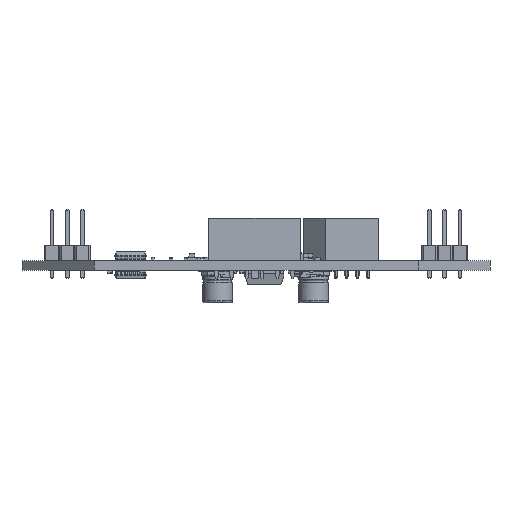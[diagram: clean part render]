
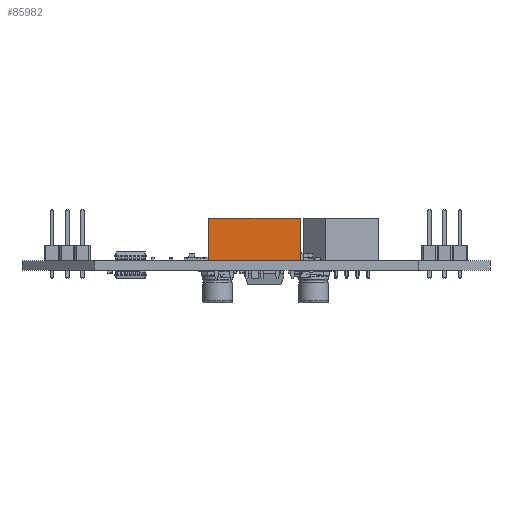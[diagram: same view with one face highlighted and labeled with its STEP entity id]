
A CAD part, front view. The second image highlights one B-rep face of the part: STEP entity #85982.
In plain terms, the highlighted face is planar.
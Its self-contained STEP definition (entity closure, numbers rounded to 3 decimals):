
#85982 = ADVANCED_FACE('',(#85983),#85997,.F.);
#85983 = FACE_BOUND('',#85984,.F.);
#85984 = EDGE_LOOP('',(#85985,#86020,#86048,#86076));
#85985 = ORIENTED_EDGE('',*,*,#85986,.T.);
#85986 = EDGE_CURVE('',#85987,#85989,#85991,.T.);
#85987 = VERTEX_POINT('',#85988);
#85988 = CARTESIAN_POINT('',(1.27,-13.97,0.));
#85989 = VERTEX_POINT('',#85990);
#85990 = CARTESIAN_POINT('',(1.27,-13.97,7.));
#85991 = SURFACE_CURVE('',#85992,(#85996,#86008),.PCURVE_S1.);
#85992 = LINE('',#85993,#85994);
#85993 = CARTESIAN_POINT('',(1.27,-13.97,0.));
#85994 = VECTOR('',#85995,1.);
#85995 = DIRECTION('',(0.,0.,1.));
#85996 = PCURVE('',#85997,#86002);
#85997 = PLANE('',#85998);
#85998 = AXIS2_PLACEMENT_3D('',#85999,#86000,#86001);
#85999 = CARTESIAN_POINT('',(1.27,-13.97,0.));
#86000 = DIRECTION('',(-1.,0.,0.));
#86001 = DIRECTION('',(0.,1.,0.));
#86002 = DEFINITIONAL_REPRESENTATION('',(#86003),#86007);
#86003 = LINE('',#86004,#86005);
#86004 = CARTESIAN_POINT('',(0.,0.));
#86005 = VECTOR('',#86006,1.);
#86006 = DIRECTION('',(0.,-1.));
#86007 = ( GEOMETRIC_REPRESENTATION_CONTEXT(2) 
PARAMETRIC_REPRESENTATION_CONTEXT() REPRESENTATION_CONTEXT('2D SPACE',''
  ) );
#86008 = PCURVE('',#86009,#86014);
#86009 = PLANE('',#86010);
#86010 = AXIS2_PLACEMENT_3D('',#86011,#86012,#86013);
#86011 = CARTESIAN_POINT('',(-3.81,-13.97,0.));
#86012 = DIRECTION('',(0.,1.,0.));
#86013 = DIRECTION('',(1.,0.,0.));
#86014 = DEFINITIONAL_REPRESENTATION('',(#86015),#86019);
#86015 = LINE('',#86016,#86017);
#86016 = CARTESIAN_POINT('',(5.08,0.));
#86017 = VECTOR('',#86018,1.);
#86018 = DIRECTION('',(0.,-1.));
#86019 = ( GEOMETRIC_REPRESENTATION_CONTEXT(2) 
PARAMETRIC_REPRESENTATION_CONTEXT() REPRESENTATION_CONTEXT('2D SPACE',''
  ) );
#86020 = ORIENTED_EDGE('',*,*,#86021,.T.);
#86021 = EDGE_CURVE('',#85989,#86022,#86024,.T.);
#86022 = VERTEX_POINT('',#86023);
#86023 = CARTESIAN_POINT('',(1.27,1.27,7.));
#86024 = SURFACE_CURVE('',#86025,(#86029,#86036),.PCURVE_S1.);
#86025 = LINE('',#86026,#86027);
#86026 = CARTESIAN_POINT('',(1.27,-13.97,7.));
#86027 = VECTOR('',#86028,1.);
#86028 = DIRECTION('',(0.,1.,0.));
#86029 = PCURVE('',#85997,#86030);
#86030 = DEFINITIONAL_REPRESENTATION('',(#86031),#86035);
#86031 = LINE('',#86032,#86033);
#86032 = CARTESIAN_POINT('',(0.,-7.));
#86033 = VECTOR('',#86034,1.);
#86034 = DIRECTION('',(1.,0.));
#86035 = ( GEOMETRIC_REPRESENTATION_CONTEXT(2) 
PARAMETRIC_REPRESENTATION_CONTEXT() REPRESENTATION_CONTEXT('2D SPACE',''
  ) );
#86036 = PCURVE('',#86037,#86042);
#86037 = PLANE('',#86038);
#86038 = AXIS2_PLACEMENT_3D('',#86039,#86040,#86041);
#86039 = CARTESIAN_POINT('',(1.27,-13.97,7.));
#86040 = DIRECTION('',(-0.,0.,-1.));
#86041 = DIRECTION('',(0.,-1.,-0.));
#86042 = DEFINITIONAL_REPRESENTATION('',(#86043),#86047);
#86043 = LINE('',#86044,#86045);
#86044 = CARTESIAN_POINT('',(0.,0.));
#86045 = VECTOR('',#86046,1.);
#86046 = DIRECTION('',(-1.,0.));
#86047 = ( GEOMETRIC_REPRESENTATION_CONTEXT(2) 
PARAMETRIC_REPRESENTATION_CONTEXT() REPRESENTATION_CONTEXT('2D SPACE',''
  ) );
#86048 = ORIENTED_EDGE('',*,*,#86049,.F.);
#86049 = EDGE_CURVE('',#86050,#86022,#86052,.T.);
#86050 = VERTEX_POINT('',#86051);
#86051 = CARTESIAN_POINT('',(1.27,1.27,0.));
#86052 = SURFACE_CURVE('',#86053,(#86057,#86064),.PCURVE_S1.);
#86053 = LINE('',#86054,#86055);
#86054 = CARTESIAN_POINT('',(1.27,1.27,0.));
#86055 = VECTOR('',#86056,1.);
#86056 = DIRECTION('',(0.,0.,1.));
#86057 = PCURVE('',#85997,#86058);
#86058 = DEFINITIONAL_REPRESENTATION('',(#86059),#86063);
#86059 = LINE('',#86060,#86061);
#86060 = CARTESIAN_POINT('',(15.24,0.));
#86061 = VECTOR('',#86062,1.);
#86062 = DIRECTION('',(0.,-1.));
#86063 = ( GEOMETRIC_REPRESENTATION_CONTEXT(2) 
PARAMETRIC_REPRESENTATION_CONTEXT() REPRESENTATION_CONTEXT('2D SPACE',''
  ) );
#86064 = PCURVE('',#86065,#86070);
#86065 = PLANE('',#86066);
#86066 = AXIS2_PLACEMENT_3D('',#86067,#86068,#86069);
#86067 = CARTESIAN_POINT('',(1.27,1.27,0.));
#86068 = DIRECTION('',(0.,-1.,0.));
#86069 = DIRECTION('',(-1.,0.,0.));
#86070 = DEFINITIONAL_REPRESENTATION('',(#86071),#86075);
#86071 = LINE('',#86072,#86073);
#86072 = CARTESIAN_POINT('',(0.,0.));
#86073 = VECTOR('',#86074,1.);
#86074 = DIRECTION('',(0.,-1.));
#86075 = ( GEOMETRIC_REPRESENTATION_CONTEXT(2) 
PARAMETRIC_REPRESENTATION_CONTEXT() REPRESENTATION_CONTEXT('2D SPACE',''
  ) );
#86076 = ORIENTED_EDGE('',*,*,#86077,.F.);
#86077 = EDGE_CURVE('',#85987,#86050,#86078,.T.);
#86078 = SURFACE_CURVE('',#86079,(#86083,#86090),.PCURVE_S1.);
#86079 = LINE('',#86080,#86081);
#86080 = CARTESIAN_POINT('',(1.27,-13.97,0.));
#86081 = VECTOR('',#86082,1.);
#86082 = DIRECTION('',(0.,1.,0.));
#86083 = PCURVE('',#85997,#86084);
#86084 = DEFINITIONAL_REPRESENTATION('',(#86085),#86089);
#86085 = LINE('',#86086,#86087);
#86086 = CARTESIAN_POINT('',(0.,0.));
#86087 = VECTOR('',#86088,1.);
#86088 = DIRECTION('',(1.,0.));
#86089 = ( GEOMETRIC_REPRESENTATION_CONTEXT(2) 
PARAMETRIC_REPRESENTATION_CONTEXT() REPRESENTATION_CONTEXT('2D SPACE',''
  ) );
#86090 = PCURVE('',#86091,#86096);
#86091 = PLANE('',#86092);
#86092 = AXIS2_PLACEMENT_3D('',#86093,#86094,#86095);
#86093 = CARTESIAN_POINT('',(1.27,-13.97,0.));
#86094 = DIRECTION('',(-0.,0.,-1.));
#86095 = DIRECTION('',(0.,-1.,-0.));
#86096 = DEFINITIONAL_REPRESENTATION('',(#86097),#86101);
#86097 = LINE('',#86098,#86099);
#86098 = CARTESIAN_POINT('',(0.,0.));
#86099 = VECTOR('',#86100,1.);
#86100 = DIRECTION('',(-1.,0.));
#86101 = ( GEOMETRIC_REPRESENTATION_CONTEXT(2) 
PARAMETRIC_REPRESENTATION_CONTEXT() REPRESENTATION_CONTEXT('2D SPACE',''
  ) );
